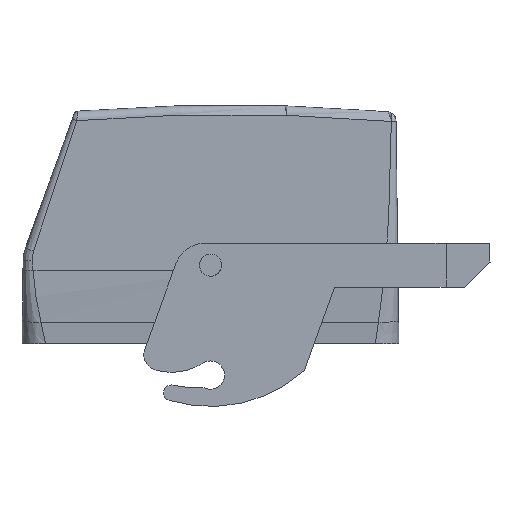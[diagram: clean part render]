
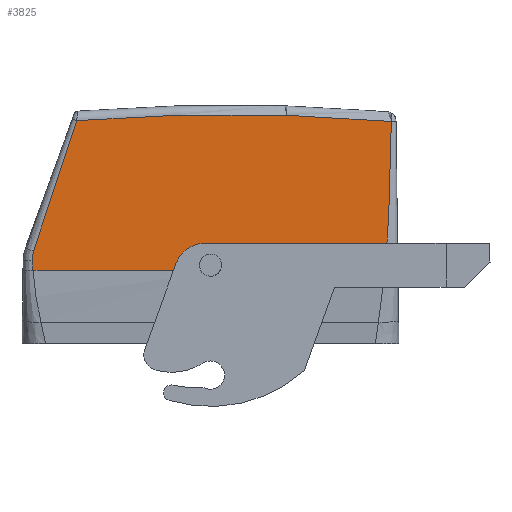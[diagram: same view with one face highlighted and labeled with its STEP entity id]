
A CAD part, left-side view. The second image highlights one B-rep face of the part: STEP entity #3825.
In plain terms, the highlighted planar face has unit normal (-1, 0, 0).
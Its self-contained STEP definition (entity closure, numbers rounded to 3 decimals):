
#3752=AXIS2_PLACEMENT_3D('Plane Axis2P3D',#3749,#3750,#3751) ;
#3756=AXIS2_PLACEMENT_3D('Circle Axis2P3D',#3754,#3755,$) ;
#3796=AXIS2_PLACEMENT_3D('Circle Axis2P3D',#3794,#3795,$) ;
#3803=AXIS2_PLACEMENT_3D('Circle Axis2P3D',#3801,#3802,$) ;
#3810=AXIS2_PLACEMENT_3D('Circle Axis2P3D',#3808,#3809,$) ;
#2243=CARTESIAN_POINT('Vertex',(5.75,33.416,43.338)) ;
#2266=CARTESIAN_POINT('Line Origine',(5.75,88.368,43.338)) ;
#2270=CARTESIAN_POINT('Vertex',(5.75,145.502,43.338)) ;
#2272=CARTESIAN_POINT('Vertex',(5.75,90.868,43.338)) ;
#2283=CARTESIAN_POINT('Line Origine',(5.75,88.368,43.338)) ;
#2287=CARTESIAN_POINT('Vertex',(5.75,87.132,43.338)) ;
#2635=CARTESIAN_POINT('Control Point',(5.75,145.653,46.461)) ;
#2636=CARTESIAN_POINT('Control Point',(5.75,145.628,45.837)) ;
#2637=CARTESIAN_POINT('Control Point',(5.75,145.602,45.212)) ;
#2638=CARTESIAN_POINT('Control Point',(5.75,145.573,44.588)) ;
#2639=CARTESIAN_POINT('Control Point',(5.75,145.54,43.964)) ;
#2640=CARTESIAN_POINT('Control Point',(5.75,145.502,43.338)) ;
#2641=CARTESIAN_POINT('Vertex',(5.75,145.653,46.461)) ;
#3324=CARTESIAN_POINT('Vertex',(5.75,31.422,90.768)) ;
#3614=CARTESIAN_POINT('Control Point',(5.75,31.422,90.768)) ;
#3615=CARTESIAN_POINT('Control Point',(5.75,31.424,90.65)) ;
#3616=CARTESIAN_POINT('Control Point',(5.75,31.426,90.525)) ;
#3617=CARTESIAN_POINT('Control Point',(5.75,31.43,90.267)) ;
#3618=CARTESIAN_POINT('Control Point',(5.75,31.435,90.)) ;
#3619=CARTESIAN_POINT('Control Point',(5.75,31.439,89.732)) ;
#3620=CARTESIAN_POINT('Control Point',(5.75,31.442,89.583)) ;
#3621=CARTESIAN_POINT('Control Point',(5.75,31.449,89.135)) ;
#3622=CARTESIAN_POINT('Control Point',(5.75,31.457,88.688)) ;
#3623=CARTESIAN_POINT('Control Point',(5.75,31.462,88.389)) ;
#3624=CARTESIAN_POINT('Control Point',(5.75,31.477,87.494)) ;
#3625=CARTESIAN_POINT('Control Point',(5.75,31.494,86.599)) ;
#3626=CARTESIAN_POINT('Control Point',(5.75,31.505,86.002)) ;
#3627=CARTESIAN_POINT('Control Point',(5.75,31.539,84.212)) ;
#3628=CARTESIAN_POINT('Control Point',(5.75,31.577,82.423)) ;
#3629=CARTESIAN_POINT('Control Point',(5.75,31.603,81.23)) ;
#3630=CARTESIAN_POINT('Control Point',(5.75,31.683,77.853)) ;
#3631=CARTESIAN_POINT('Control Point',(5.75,31.774,74.477)) ;
#3632=CARTESIAN_POINT('Control Point',(5.75,31.838,72.294)) ;
#3633=CARTESIAN_POINT('Control Point',(5.75,31.974,67.929)) ;
#3634=CARTESIAN_POINT('Control Point',(5.75,32.131,63.565)) ;
#3635=CARTESIAN_POINT('Control Point',(5.75,32.215,61.383)) ;
#3636=CARTESIAN_POINT('Control Point',(5.75,32.35,58.204)) ;
#3637=CARTESIAN_POINT('Control Point',(5.75,32.512,55.025)) ;
#3638=CARTESIAN_POINT('Control Point',(5.75,32.566,54.046)) ;
#3639=CARTESIAN_POINT('Control Point',(5.75,32.727,51.305)) ;
#3640=CARTESIAN_POINT('Control Point',(5.75,32.927,48.564)) ;
#3641=CARTESIAN_POINT('Control Point',(5.75,33.072,46.822)) ;
#3642=CARTESIAN_POINT('Control Point',(5.75,33.236,45.08)) ;
#3643=CARTESIAN_POINT('Control Point',(5.75,33.416,43.338)) ;
#3749=CARTESIAN_POINT('Axis2P3D Location',(5.75,-72.926,-33.43)) ;
#3754=CARTESIAN_POINT('Axis2P3D Location',(5.75,83.,-504.)) ;
#3758=CARTESIAN_POINT('Vertex',(5.75,131.578,91.02)) ;
#3762=CARTESIAN_POINT('Control Point',(5.75,131.578,91.02)) ;
#3763=CARTESIAN_POINT('Control Point',(5.75,131.614,90.917)) ;
#3764=CARTESIAN_POINT('Control Point',(5.75,131.65,90.814)) ;
#3765=CARTESIAN_POINT('Control Point',(5.75,131.685,90.711)) ;
#3766=CARTESIAN_POINT('Control Point',(5.75,131.757,90.504)) ;
#3767=CARTESIAN_POINT('Control Point',(5.75,131.829,90.297)) ;
#3768=CARTESIAN_POINT('Control Point',(5.75,131.865,90.193)) ;
#3769=CARTESIAN_POINT('Control Point',(5.75,132.402,88.642)) ;
#3770=CARTESIAN_POINT('Control Point',(5.75,132.938,87.089)) ;
#3771=CARTESIAN_POINT('Control Point',(5.75,133.436,85.639)) ;
#3772=CARTESIAN_POINT('Control Point',(5.75,134.501,82.526)) ;
#3773=CARTESIAN_POINT('Control Point',(5.75,135.557,79.407)) ;
#3774=CARTESIAN_POINT('Control Point',(5.75,136.11,77.764)) ;
#3775=CARTESIAN_POINT('Control Point',(5.75,138.179,71.582)) ;
#3776=CARTESIAN_POINT('Control Point',(5.75,140.207,65.403)) ;
#3777=CARTESIAN_POINT('Control Point',(5.75,141.671,60.894)) ;
#3778=CARTESIAN_POINT('Control Point',(5.75,143.285,55.896)) ;
#3779=CARTESIAN_POINT('Control Point',(5.75,144.861,50.891)) ;
#3780=CARTESIAN_POINT('Control Point',(5.75,145.007,50.424)) ;
#3781=CARTESIAN_POINT('Control Point',(5.75,145.153,49.957)) ;
#3782=CARTESIAN_POINT('Control Point',(5.75,145.299,49.489)) ;
#3783=CARTESIAN_POINT('Vertex',(5.75,145.299,49.489)) ;
#3787=CARTESIAN_POINT('Control Point',(5.75,145.299,49.489)) ;
#3788=CARTESIAN_POINT('Control Point',(5.75,145.474,48.9)) ;
#3789=CARTESIAN_POINT('Control Point',(5.75,145.599,48.295)) ;
#3790=CARTESIAN_POINT('Control Point',(5.75,145.671,47.683)) ;
#3791=CARTESIAN_POINT('Control Point',(5.75,145.689,47.069)) ;
#3792=CARTESIAN_POINT('Control Point',(5.75,145.653,46.461)) ;
#3794=CARTESIAN_POINT('Axis2P3D Location',(5.75,89.,45.)) ;
#3798=CARTESIAN_POINT('Vertex',(5.75,91.194,43.801)) ;
#3801=CARTESIAN_POINT('Axis2P3D Location',(5.75,89.,45.)) ;
#3805=CARTESIAN_POINT('Vertex',(5.75,86.806,46.199)) ;
#3808=CARTESIAN_POINT('Axis2P3D Location',(5.75,89.,45.)) ;
#2267=DIRECTION('Vector Direction',(0.,-1.,0.)) ;
#2284=DIRECTION('Vector Direction',(0.,-1.,0.)) ;
#3750=DIRECTION('Axis2P3D Direction',(-1.,0.,0.)) ;
#3751=DIRECTION('Axis2P3D XDirection',(0.,-0.317,0.949)) ;
#3755=DIRECTION('Axis2P3D Direction',(-1.,0.,0.)) ;
#3795=DIRECTION('Axis2P3D Direction',(-1.,0.,0.)) ;
#3802=DIRECTION('Axis2P3D Direction',(-1.,0.,0.)) ;
#3809=DIRECTION('Axis2P3D Direction',(-1.,0.,0.)) ;
#2268=VECTOR('Line Direction',#2267,1.) ;
#2285=VECTOR('Line Direction',#2284,1.) ;
#3814=ORIENTED_EDGE('',*,*,#2289,.T.) ;
#3815=ORIENTED_EDGE('',*,*,#3644,.T.) ;
#3816=ORIENTED_EDGE('',*,*,#3760,.T.) ;
#3817=ORIENTED_EDGE('',*,*,#3785,.F.) ;
#3818=ORIENTED_EDGE('',*,*,#3793,.F.) ;
#3819=ORIENTED_EDGE('',*,*,#2643,.F.) ;
#3820=ORIENTED_EDGE('',*,*,#2274,.T.) ;
#3821=ORIENTED_EDGE('',*,*,#3800,.F.) ;
#3822=ORIENTED_EDGE('',*,*,#3807,.F.) ;
#3823=ORIENTED_EDGE('',*,*,#3812,.F.) ;
#3825=ADVANCED_FACE('Hood',(#3824),#3753,.T.) ;
#2634=B_SPLINE_CURVE_WITH_KNOTS('',5,(#2635,#2636,#2637,#2638,#2639,#2640),.UNSPECIFIED.,.F.,.U.,(6,6),(86.846,89.97),.UNSPECIFIED.) ;
#3613=B_SPLINE_CURVE_WITH_KNOTS('',5,(#3614,#3615,#3616,#3617,#3618,#3619,#3620,#3621,#3622,#3623,#3624,#3625,#3626,#3627,#3628,#3629,#3630,#3631,#3632,#3633,#3634,#3635,#3636,#3637,#3638,#3639,#3640,#3641,#3642,#3643),.UNSPECIFIED.,.F.,.U.,(6,3,3,3,3,3,3,3,3,6),(7.76,8.352,9.098,10.592,13.579,19.553,30.498,41.443,46.451,55.207),.UNSPECIFIED.) ;
#3761=B_SPLINE_CURVE_WITH_KNOTS('',5,(#3762,#3763,#3764,#3765,#3766,#3767,#3768,#3769,#3770,#3771,#3772,#3773,#3774,#3775,#3776,#3777,#3778,#3779,#3780,#3781,#3782),.UNSPECIFIED.,.F.,.U.,(6,3,3,3,3,3,6),(0.,0.774,1.548,12.38,24.795,58.432,61.892),.UNSPECIFIED.) ;
#3786=B_SPLINE_CURVE_WITH_KNOTS('',5,(#3787,#3788,#3789,#3790,#3791,#3792),.UNSPECIFIED.,.F.,.U.,(6,6),(0.,4.339),.UNSPECIFIED.) ;
#3757=CIRCLE('generated circle',#3756,597.) ;
#3797=CIRCLE('generated circle',#3796,2.5) ;
#3804=CIRCLE('generated circle',#3803,2.5) ;
#3811=CIRCLE('generated circle',#3810,2.5) ;
#2274=EDGE_CURVE('',#2271,#2273,#2269,.T.) ;
#2289=EDGE_CURVE('',#2288,#2244,#2286,.T.) ;
#2643=EDGE_CURVE('',#2271,#2642,#2634,.F.) ;
#3644=EDGE_CURVE('',#2244,#3325,#3613,.F.) ;
#3760=EDGE_CURVE('',#3325,#3759,#3757,.T.) ;
#3785=EDGE_CURVE('',#3784,#3759,#3761,.F.) ;
#3793=EDGE_CURVE('',#2642,#3784,#3786,.F.) ;
#3800=EDGE_CURVE('',#3799,#2273,#3797,.T.) ;
#3807=EDGE_CURVE('',#3806,#3799,#3804,.T.) ;
#3812=EDGE_CURVE('',#2288,#3806,#3811,.T.) ;
#3813=EDGE_LOOP('',(#3814,#3815,#3816,#3817,#3818,#3819,#3820,#3821,#3822,#3823)) ;
#3824=FACE_OUTER_BOUND('',#3813,.T.) ;
#2269=LINE('Line',#2266,#2268) ;
#2286=LINE('Line',#2283,#2285) ;
#3753=PLANE('',#3752) ;
#2244=VERTEX_POINT('',#2243) ;
#2271=VERTEX_POINT('',#2270) ;
#2273=VERTEX_POINT('',#2272) ;
#2288=VERTEX_POINT('',#2287) ;
#2642=VERTEX_POINT('',#2641) ;
#3325=VERTEX_POINT('',#3324) ;
#3759=VERTEX_POINT('',#3758) ;
#3784=VERTEX_POINT('',#3783) ;
#3799=VERTEX_POINT('',#3798) ;
#3806=VERTEX_POINT('',#3805) ;
